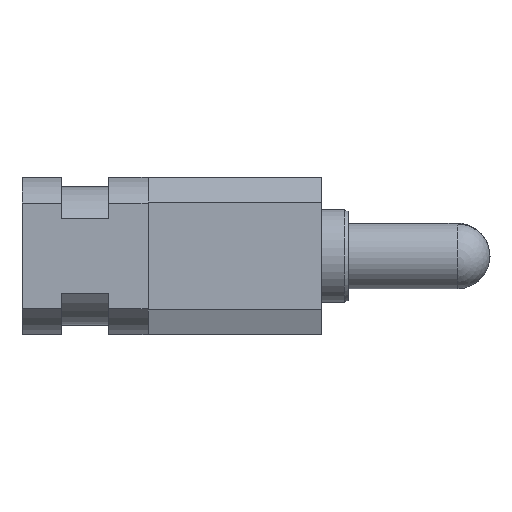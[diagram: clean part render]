
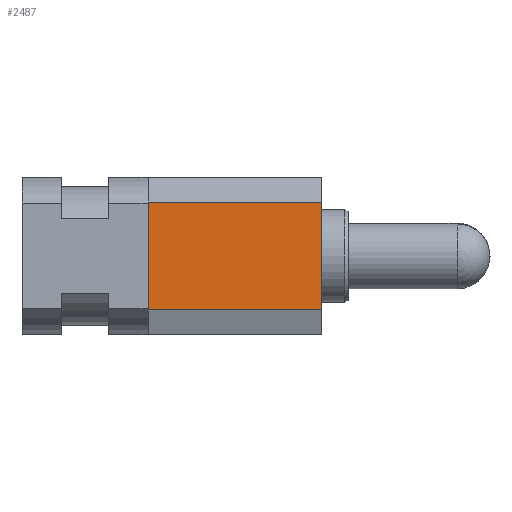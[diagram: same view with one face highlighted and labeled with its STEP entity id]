
A CAD part, left-side view. The second image highlights one B-rep face of the part: STEP entity #2487.
In plain terms, the highlighted planar face has unit normal (-1, 0, 0).
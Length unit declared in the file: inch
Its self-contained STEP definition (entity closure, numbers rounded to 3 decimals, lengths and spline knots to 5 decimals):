
#5 = AXIS2_PLACEMENT_3D ( 'NONE', #3835, #3453, #1639 ) ;
#80 = DIRECTION ( 'NONE',  ( 0., 0., 1. ) ) ;
#216 = CARTESIAN_POINT ( 'NONE',  ( -0.01203, -0.11, -0.08425 ) ) ;
#254 = VERTEX_POINT ( 'NONE', #3816 ) ;
#355 = VERTEX_POINT ( 'NONE', #2281 ) ;
#458 = CARTESIAN_POINT ( 'NONE',  ( -0.01203, -0.11, -0.08425 ) ) ;
#628 = VECTOR ( 'NONE', #80, 39.37008 ) ;
#893 = CARTESIAN_POINT ( 'NONE',  ( -0.01203, -0.11, -0.01575 ) ) ;
#1017 = VERTEX_POINT ( 'NONE', #1865 ) ;
#1107 = LINE ( 'NONE', #458, #1174 ) ;
#1167 = ORIENTED_EDGE ( 'NONE', *, *, #3944, .T. ) ;
#1174 = VECTOR ( 'NONE', #2377, 39.37008 ) ;
#1308 = PLANE ( 'NONE',  #5 ) ;
#1366 = FACE_OUTER_BOUND ( 'NONE', #2482, .T. ) ;
#1639 = DIRECTION ( 'NONE',  ( 0., 0., 1. ) ) ;
#1682 = EDGE_CURVE ( 'NONE', #355, #254, #3469, .T. ) ;
#1748 = ORIENTED_EDGE ( 'NONE', *, *, #1682, .F. ) ;
#1776 = LINE ( 'NONE', #893, #3317 ) ;
#1865 = CARTESIAN_POINT ( 'NONE',  ( -0.01203, -0.11, -0.01575 ) ) ;
#2214 = EDGE_CURVE ( 'NONE', #3462, #355, #1107, .T. ) ;
#2281 = CARTESIAN_POINT ( 'NONE',  ( -0.01203, 0., -0.08425 ) ) ;
#2377 = DIRECTION ( 'NONE',  ( 0., 1., 0. ) ) ;
#2482 = EDGE_LOOP ( 'NONE', ( #1748, #2738, #3149, #1167 ) ) ;
#2487 = ADVANCED_FACE ( 'NONE', ( #1366 ), #1308, .T. ) ;
#2728 = EDGE_CURVE ( 'NONE', #3462, #1017, #3897, .T. ) ;
#2738 = ORIENTED_EDGE ( 'NONE', *, *, #2214, .F. ) ;
#3149 = ORIENTED_EDGE ( 'NONE', *, *, #2728, .T. ) ;
#3243 = DIRECTION ( 'NONE',  ( 0., 0., 1. ) ) ;
#3317 = VECTOR ( 'NONE', #3957, 39.37008 ) ;
#3368 = VECTOR ( 'NONE', #3243, 39.37008 ) ;
#3393 = CARTESIAN_POINT ( 'NONE',  ( -0.01203, -0.11, -0.08425 ) ) ;
#3453 = DIRECTION ( 'NONE',  ( -1., 0., 0. ) ) ;
#3462 = VERTEX_POINT ( 'NONE', #3393 ) ;
#3469 = LINE ( 'NONE', #3491, #628 ) ;
#3491 = CARTESIAN_POINT ( 'NONE',  ( -0.01203, 0., -0.08425 ) ) ;
#3816 = CARTESIAN_POINT ( 'NONE',  ( -0.01203, 0., -0.01575 ) ) ;
#3835 = CARTESIAN_POINT ( 'NONE',  ( -0.01203, -0.11, -0.08425 ) ) ;
#3897 = LINE ( 'NONE', #216, #3368 ) ;
#3944 = EDGE_CURVE ( 'NONE', #1017, #254, #1776, .T. ) ;
#3957 = DIRECTION ( 'NONE',  ( 0., 1., 0. ) ) ;
